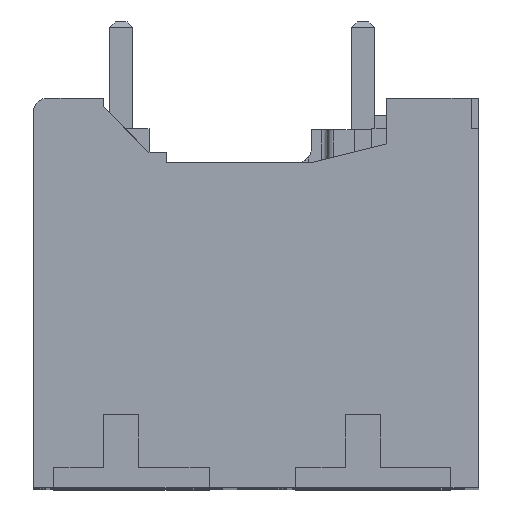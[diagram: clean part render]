
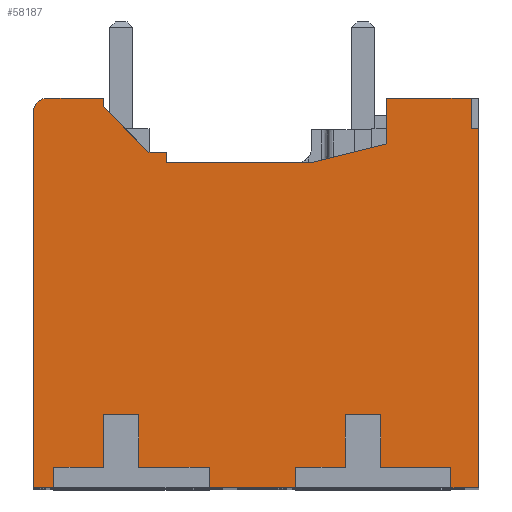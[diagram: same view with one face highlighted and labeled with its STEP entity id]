
A CAD part, top view. The second image highlights one B-rep face of the part: STEP entity #58187.
In plain terms, the highlighted planar face has unit normal (0, 0, 1).
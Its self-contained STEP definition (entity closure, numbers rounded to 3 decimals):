
#14289=DIRECTION('',(0.,1.,0.));
#14290=VECTOR('',#14289,12.25);
#14291=CARTESIAN_POINT('',(12.2,0.,2.2));
#14292=LINE('',#14291,#14290);
#14900=DIRECTION('',(-1.,0.,0.));
#14901=VECTOR('',#14900,4.959);
#14902=CARTESIAN_POINT('',(6.505,11.1,2.2));
#14903=LINE('',#14902,#14901);
#17888=DIRECTION('',(0.707,0.707,0.));
#17889=VECTOR('',#17888,0.039);
#17890=CARTESIAN_POINT('',(9.032,11.732,2.2));
#17891=LINE('',#17890,#17889);
#17892=DIRECTION('',(0.,1.,0.));
#17893=VECTOR('',#17892,1.541);
#17894=CARTESIAN_POINT('',(9.059,11.759,2.2));
#17895=LINE('',#17894,#17893);
#17896=DIRECTION('',(1.,0.,0.));
#17897=VECTOR('',#17896,2.878);
#17898=CARTESIAN_POINT('',(9.059,13.3,2.2));
#17899=LINE('',#17898,#17897);
#17900=DIRECTION('',(0.,-1.,0.));
#17901=VECTOR('',#17900,1.05);
#17902=CARTESIAN_POINT('',(11.938,13.3,2.2));
#17903=LINE('',#17902,#17901);
#17904=DIRECTION('',(-1.,0.,0.));
#17905=VECTOR('',#17904,0.95);
#17906=CARTESIAN_POINT('',(12.2,0.,2.2));
#17907=LINE('',#17906,#17905);
#17908=DIRECTION('',(0.,1.,0.));
#17909=VECTOR('',#17908,0.7);
#17910=CARTESIAN_POINT('',(11.25,0.,2.2));
#17911=LINE('',#17910,#17909);
#17912=DIRECTION('',(0.,1.,0.));
#17913=VECTOR('',#17912,1.8);
#17914=CARTESIAN_POINT('',(8.85,0.7,2.2));
#17915=LINE('',#17914,#17913);
#17916=DIRECTION('',(-1.,0.,0.));
#17917=VECTOR('',#17916,2.95);
#17918=CARTESIAN_POINT('',(5.95,0.,2.2));
#17919=LINE('',#17918,#17917);
#17920=DIRECTION('',(0.,1.,0.));
#17921=VECTOR('',#17920,0.7);
#17922=CARTESIAN_POINT('',(3.,0.,2.2));
#17923=LINE('',#17922,#17921);
#17924=DIRECTION('',(0.,1.,0.));
#17925=VECTOR('',#17924,1.8);
#17926=CARTESIAN_POINT('',(0.6,0.7,2.2));
#17927=LINE('',#17926,#17925);
#17928=DIRECTION('',(-1.,0.,0.));
#17929=VECTOR('',#17928,0.7);
#17930=CARTESIAN_POINT('',(-2.3,0.,2.2));
#17931=LINE('',#17930,#17929);
#17932=CARTESIAN_POINT('',(-2.5,12.8,2.2));
#17933=DIRECTION('',(0.,0.,-1.));
#17934=DIRECTION('',(-1.,0.,0.));
#17935=AXIS2_PLACEMENT_3D('',#17932,#17933,#17934);
#17937=DIRECTION('',(1.,0.,0.));
#17938=VECTOR('',#17937,1.895);
#17939=CARTESIAN_POINT('',(-2.5,13.3,2.2));
#17940=LINE('',#17939,#17938);
#17941=DIRECTION('',(0.,-1.,0.));
#17942=VECTOR('',#17941,0.295);
#17943=CARTESIAN_POINT('',(-0.605,13.3,2.2));
#17944=LINE('',#17943,#17942);
#17945=DIRECTION('',(0.707,-0.707,0.));
#17946=VECTOR('',#17945,2.199);
#17947=CARTESIAN_POINT('',(-0.605,13.005,2.2));
#17948=LINE('',#17947,#17946);
#17949=DIRECTION('',(1.,0.,0.));
#17950=VECTOR('',#17949,0.596);
#17951=CARTESIAN_POINT('',(0.949,11.451,2.2));
#17952=LINE('',#17951,#17950);
#17953=DIRECTION('',(0.,-1.,0.));
#17954=VECTOR('',#17953,0.351);
#17955=CARTESIAN_POINT('',(1.546,11.451,2.2));
#17956=LINE('',#17955,#17954);
#17957=DIRECTION('',(0.97,0.243,0.));
#17958=VECTOR('',#17957,2.604);
#17959=CARTESIAN_POINT('',(6.505,11.1,2.2));
#17960=LINE('',#17959,#17958);
#22489=DIRECTION('',(-1.,0.,0.));
#22490=VECTOR('',#22489,0.262);
#22491=CARTESIAN_POINT('',(12.2,12.25,2.2));
#22492=LINE('',#22491,#22490);
#22505=DIRECTION('',(1.,0.,0.));
#22506=VECTOR('',#22505,2.4);
#22507=CARTESIAN_POINT('',(8.85,0.7,2.2));
#22508=LINE('',#22507,#22506);
#22553=DIRECTION('',(1.,0.,0.));
#22554=VECTOR('',#22553,1.7);
#22555=CARTESIAN_POINT('',(5.95,0.7,2.2));
#22556=LINE('',#22555,#22554);
#22557=DIRECTION('',(0.,1.,0.));
#22558=VECTOR('',#22557,1.8);
#22559=CARTESIAN_POINT('',(7.65,0.7,2.2));
#22560=LINE('',#22559,#22558);
#22565=DIRECTION('',(1.,0.,0.));
#22566=VECTOR('',#22565,1.2);
#22567=CARTESIAN_POINT('',(7.65,2.5,2.2));
#22568=LINE('',#22567,#22566);
#22573=DIRECTION('',(0.,1.,0.));
#22574=VECTOR('',#22573,0.7);
#22575=CARTESIAN_POINT('',(5.95,0.,2.2));
#22576=LINE('',#22575,#22574);
#22585=DIRECTION('',(1.,0.,0.));
#22586=VECTOR('',#22585,2.4);
#22587=CARTESIAN_POINT('',(0.6,0.7,2.2));
#22588=LINE('',#22587,#22586);
#22633=DIRECTION('',(1.,0.,0.));
#22634=VECTOR('',#22633,1.7);
#22635=CARTESIAN_POINT('',(-2.3,0.7,2.2));
#22636=LINE('',#22635,#22634);
#22637=DIRECTION('',(0.,1.,0.));
#22638=VECTOR('',#22637,1.8);
#22639=CARTESIAN_POINT('',(-0.6,0.7,2.2));
#22640=LINE('',#22639,#22638);
#22645=DIRECTION('',(1.,0.,0.));
#22646=VECTOR('',#22645,1.2);
#22647=CARTESIAN_POINT('',(-0.6,2.5,2.2));
#22648=LINE('',#22647,#22646);
#22653=DIRECTION('',(0.,1.,0.));
#22654=VECTOR('',#22653,0.7);
#22655=CARTESIAN_POINT('',(-2.3,0.,2.2));
#22656=LINE('',#22655,#22654);
#22661=DIRECTION('',(0.,-1.,0.));
#22662=VECTOR('',#22661,12.8);
#22663=CARTESIAN_POINT('',(-3.,12.8,2.2));
#22664=LINE('',#22663,#22662);
#26399=CARTESIAN_POINT('',(-3.,0.,2.2));
#26400=VERTEX_POINT('',#26399);
#26401=CARTESIAN_POINT('',(-2.3,0.,2.2));
#26402=VERTEX_POINT('',#26401);
#26407=CARTESIAN_POINT('',(3.,0.,2.2));
#26408=VERTEX_POINT('',#26407);
#26409=CARTESIAN_POINT('',(5.95,0.,2.2));
#26410=VERTEX_POINT('',#26409);
#26415=CARTESIAN_POINT('',(11.25,0.,2.2));
#26416=VERTEX_POINT('',#26415);
#26417=CARTESIAN_POINT('',(12.2,0.,2.2));
#26418=VERTEX_POINT('',#26417);
#26779=CARTESIAN_POINT('',(12.2,12.25,2.2));
#26780=VERTEX_POINT('',#26779);
#26785=CARTESIAN_POINT('',(9.032,11.732,2.2));
#26786=CARTESIAN_POINT('',(9.059,11.759,2.2));
#26787=VERTEX_POINT('',#26785);
#26788=VERTEX_POINT('',#26786);
#26789=CARTESIAN_POINT('',(9.059,13.3,2.2));
#26790=VERTEX_POINT('',#26789);
#26791=CARTESIAN_POINT('',(11.938,13.3,2.2));
#26792=VERTEX_POINT('',#26791);
#26793=CARTESIAN_POINT('',(11.938,12.25,2.2));
#26794=VERTEX_POINT('',#26793);
#26795=CARTESIAN_POINT('',(11.25,0.7,2.2));
#26796=VERTEX_POINT('',#26795);
#26797=CARTESIAN_POINT('',(8.85,0.7,2.2));
#26798=VERTEX_POINT('',#26797);
#26799=CARTESIAN_POINT('',(8.85,2.5,2.2));
#26800=VERTEX_POINT('',#26799);
#26801=CARTESIAN_POINT('',(7.65,2.5,2.2));
#26802=VERTEX_POINT('',#26801);
#26803=CARTESIAN_POINT('',(7.65,0.7,2.2));
#26804=VERTEX_POINT('',#26803);
#26805=CARTESIAN_POINT('',(5.95,0.7,2.2));
#26806=VERTEX_POINT('',#26805);
#26807=CARTESIAN_POINT('',(3.,0.7,2.2));
#26808=VERTEX_POINT('',#26807);
#26809=CARTESIAN_POINT('',(0.6,0.7,2.2));
#26810=VERTEX_POINT('',#26809);
#26811=CARTESIAN_POINT('',(0.6,2.5,2.2));
#26812=VERTEX_POINT('',#26811);
#26813=CARTESIAN_POINT('',(-0.6,2.5,2.2));
#26814=VERTEX_POINT('',#26813);
#26815=CARTESIAN_POINT('',(-0.6,0.7,2.2));
#26816=VERTEX_POINT('',#26815);
#26817=CARTESIAN_POINT('',(-2.3,0.7,2.2));
#26818=VERTEX_POINT('',#26817);
#26819=CARTESIAN_POINT('',(-3.,12.8,2.2));
#26820=VERTEX_POINT('',#26819);
#26821=CARTESIAN_POINT('',(-2.5,13.3,2.2));
#26822=VERTEX_POINT('',#26821);
#26823=CARTESIAN_POINT('',(-0.605,13.3,2.2));
#26824=VERTEX_POINT('',#26823);
#26825=CARTESIAN_POINT('',(-0.605,13.005,2.2));
#26826=VERTEX_POINT('',#26825);
#26827=CARTESIAN_POINT('',(0.949,11.451,2.2));
#26828=VERTEX_POINT('',#26827);
#26829=CARTESIAN_POINT('',(1.546,11.451,2.2));
#26830=VERTEX_POINT('',#26829);
#26831=CARTESIAN_POINT('',(1.546,11.1,2.2));
#26832=VERTEX_POINT('',#26831);
#26833=CARTESIAN_POINT('',(6.505,11.1,2.2));
#26834=VERTEX_POINT('',#26833);
#58128=CARTESIAN_POINT('',(0.,0.,2.2));
#58129=DIRECTION('',(0.,0.,1.));
#58130=DIRECTION('',(1.,0.,0.));
#58131=AXIS2_PLACEMENT_3D('',#58128,#58129,#58130);
#58132=PLANE('',#58131);
#58134=ORIENTED_EDGE('',*,*,#58133,.T.);
#58135=ORIENTED_EDGE('',*,*,#54030,.T.);
#58136=ORIENTED_EDGE('',*,*,#54007,.T.);
#58138=ORIENTED_EDGE('',*,*,#58137,.T.);
#58140=ORIENTED_EDGE('',*,*,#58139,.F.);
#58141=ORIENTED_EDGE('',*,*,#53845,.F.);
#58142=ORIENTED_EDGE('',*,*,#34015,.T.);
#58144=ORIENTED_EDGE('',*,*,#58143,.T.);
#58146=ORIENTED_EDGE('',*,*,#58145,.F.);
#58148=ORIENTED_EDGE('',*,*,#58147,.T.);
#58150=ORIENTED_EDGE('',*,*,#58149,.F.);
#58152=ORIENTED_EDGE('',*,*,#58151,.F.);
#58154=ORIENTED_EDGE('',*,*,#58153,.F.);
#58156=ORIENTED_EDGE('',*,*,#58155,.F.);
#58157=ORIENTED_EDGE('',*,*,#34007,.T.);
#58159=ORIENTED_EDGE('',*,*,#58158,.T.);
#58161=ORIENTED_EDGE('',*,*,#58160,.F.);
#58163=ORIENTED_EDGE('',*,*,#58162,.T.);
#58165=ORIENTED_EDGE('',*,*,#58164,.F.);
#58167=ORIENTED_EDGE('',*,*,#58166,.F.);
#58169=ORIENTED_EDGE('',*,*,#58168,.F.);
#58171=ORIENTED_EDGE('',*,*,#58170,.F.);
#58172=ORIENTED_EDGE('',*,*,#33999,.T.);
#58174=ORIENTED_EDGE('',*,*,#58173,.F.);
#58175=ORIENTED_EDGE('',*,*,#58121,.T.);
#58176=ORIENTED_EDGE('',*,*,#55387,.T.);
#58177=ORIENTED_EDGE('',*,*,#55368,.T.);
#58179=ORIENTED_EDGE('',*,*,#58178,.T.);
#58180=ORIENTED_EDGE('',*,*,#54811,.T.);
#58181=ORIENTED_EDGE('',*,*,#54772,.T.);
#58182=ORIENTED_EDGE('',*,*,#54480,.F.);
#58184=ORIENTED_EDGE('',*,*,#58183,.T.);
#58185=EDGE_LOOP('',(#58134,#58135,#58136,#58138,#58140,#58141,#58142,#58144,
#58146,#58148,#58150,#58152,#58154,#58156,#58157,#58159,#58161,#58163,#58165,
#58167,#58169,#58171,#58172,#58174,#58175,#58176,#58177,#58179,#58180,#58181,
#58182,#58184));
#58186=FACE_OUTER_BOUND('',#58185,.F.);
#58187=ADVANCED_FACE('',(#58186),#58132,.T.);
#17936=CIRCLE('',#17935,0.5);
#33999=EDGE_CURVE('',#26402,#26400,#17931,.T.);
#34007=EDGE_CURVE('',#26410,#26408,#17919,.T.);
#34015=EDGE_CURVE('',#26418,#26416,#17907,.T.);
#53845=EDGE_CURVE('',#26418,#26780,#14292,.T.);
#54007=EDGE_CURVE('',#26790,#26792,#17899,.T.);
#54030=EDGE_CURVE('',#26788,#26790,#17895,.T.);
#54480=EDGE_CURVE('',#26834,#26832,#14903,.T.);
#54772=EDGE_CURVE('',#26830,#26832,#17956,.T.);
#54811=EDGE_CURVE('',#26828,#26830,#17952,.T.);
#55368=EDGE_CURVE('',#26824,#26826,#17944,.T.);
#55387=EDGE_CURVE('',#26822,#26824,#17940,.T.);
#58121=EDGE_CURVE('',#26820,#26822,#17936,.T.);
#58133=EDGE_CURVE('',#26787,#26788,#17891,.T.);
#58137=EDGE_CURVE('',#26792,#26794,#17903,.T.);
#58139=EDGE_CURVE('',#26780,#26794,#22492,.T.);
#58143=EDGE_CURVE('',#26416,#26796,#17911,.T.);
#58145=EDGE_CURVE('',#26798,#26796,#22508,.T.);
#58147=EDGE_CURVE('',#26798,#26800,#17915,.T.);
#58149=EDGE_CURVE('',#26802,#26800,#22568,.T.);
#58151=EDGE_CURVE('',#26804,#26802,#22560,.T.);
#58153=EDGE_CURVE('',#26806,#26804,#22556,.T.);
#58155=EDGE_CURVE('',#26410,#26806,#22576,.T.);
#58158=EDGE_CURVE('',#26408,#26808,#17923,.T.);
#58160=EDGE_CURVE('',#26810,#26808,#22588,.T.);
#58162=EDGE_CURVE('',#26810,#26812,#17927,.T.);
#58164=EDGE_CURVE('',#26814,#26812,#22648,.T.);
#58166=EDGE_CURVE('',#26816,#26814,#22640,.T.);
#58168=EDGE_CURVE('',#26818,#26816,#22636,.T.);
#58170=EDGE_CURVE('',#26402,#26818,#22656,.T.);
#58173=EDGE_CURVE('',#26820,#26400,#22664,.T.);
#58178=EDGE_CURVE('',#26826,#26828,#17948,.T.);
#58183=EDGE_CURVE('',#26834,#26787,#17960,.T.);
